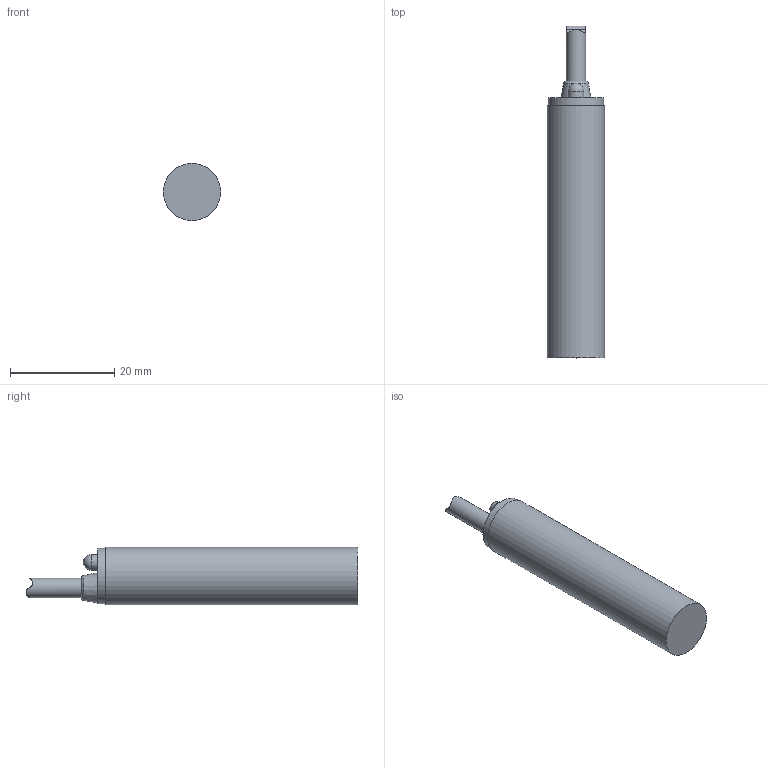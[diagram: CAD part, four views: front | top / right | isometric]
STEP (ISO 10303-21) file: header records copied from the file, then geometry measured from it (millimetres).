
FILE_DESCRIPTION(/* description */ (''),/* implementation_level */ '2;1');
FILE_NAME(/* name */ 'IA0001_Shrinkwrap_1.stp',/* time_stamp */ '2021-12-06T14:17:52+01:00',/* author */ ('Krieger Anja'),/* organization */ (''),/* preprocessor_version */ 'ST-DEVELOPER v18.1',/* originating_system */ 'Autodesk Inventor 2021',/* authorisation */ '');
FILE_SCHEMA (('AUTOMOTIVE_DESIGN { 1 0 10303 214 3 1 1 }'));
Length unit declared in the file: millimetre
Products named in the file (1): IA0001_Shrinkwrap_1
Bounding box: 11 x 63.82 x 11 mm (x, y, z)
Volume: 1655.3 mm3; surface area: 4029.6 mm2
Topology: 2 solids, 2 shells, 37 faces, 94 edges, 63 vertices
Faces by surface type: plane 20, cylinder 14, sphere 1, torus 1, cone 1
Full cylindrical faces by diameter (mm): 3 x1, 3.7 x1, 3.9 x1, 8.6 x1, 9.8 x1, 10.6 x1, 11 x1
Entity records: 1308 total; most frequent: CARTESIAN_POINT 262, DIRECTION 209, ORIENTED_EDGE 186, EDGE_CURVE 93, AXIS2_PLACEMENT_3D 82, VERTEX_POINT 63, LINE 45, VECTOR 45
